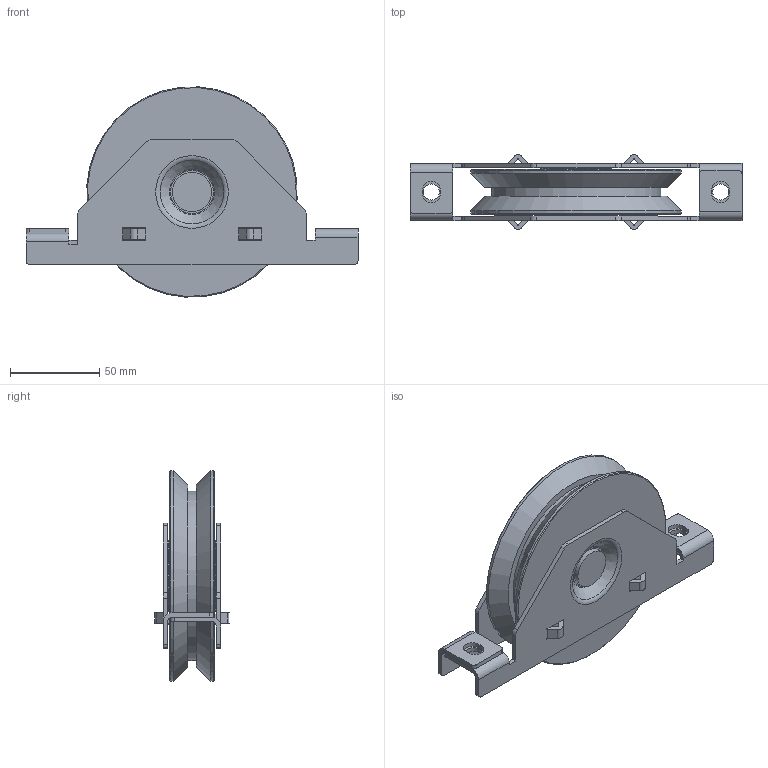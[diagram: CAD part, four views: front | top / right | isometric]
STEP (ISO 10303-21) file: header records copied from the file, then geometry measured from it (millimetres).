
FILE_DESCRIPTION(/* description */ (''),/* implementation_level */ '2;1');
FILE_NAME(/* name */ '22120V20.stp',/* time_stamp */ '2021-12-07T08:56:51+01:00',/* author */ ('Giuliano'),/* organization */ (''),/* preprocessor_version */ 'ST-DEVELOPER v18.1',/* originating_system */ 'Autodesk Inventor 2021',/* authorisation */ '');
FILE_SCHEMA (('AUTOMOTIVE_DESIGN { 1 0 10303 214 3 1 1 }'));
Length unit declared in the file: millimetre
Products named in the file (5): 22120V20; 19704; roulement_6303_1; 19729; 19728_B
Assembly tree (5 placements, depth 2):
  22120V20
    19704
    roulement_6303_1
    19728_B  x2
    19729
Bounding box: 186 x 41.98 x 117.72 mm (x, y, z)
Volume: 253785.6 mm3; surface area: 88367.5 mm2
Topology: 7 solids, 7 shells, 222 faces, 617 edges, 410 vertices
Faces by surface type: plane 111, cylinder 76, torus 19, cone 12, sphere 4
Full cylindrical faces by diameter (mm): 9 x2, 13.5 x1, 16.9 x1, 17 x1, 17.2 x2, 22 x1, 26 x2, 38 x2, 41 x1, 47 x2, 47.4 x1, 52 x1, 95 x1, 118 x2
Entity records: 4638 total; most frequent: DIRECTION 808, CARTESIAN_POINT 746, ORIENTED_EDGE 712, EDGE_CURVE 356, AXIS2_PLACEMENT_3D 304, VERTEX_POINT 242, LINE 200, VECTOR 200
